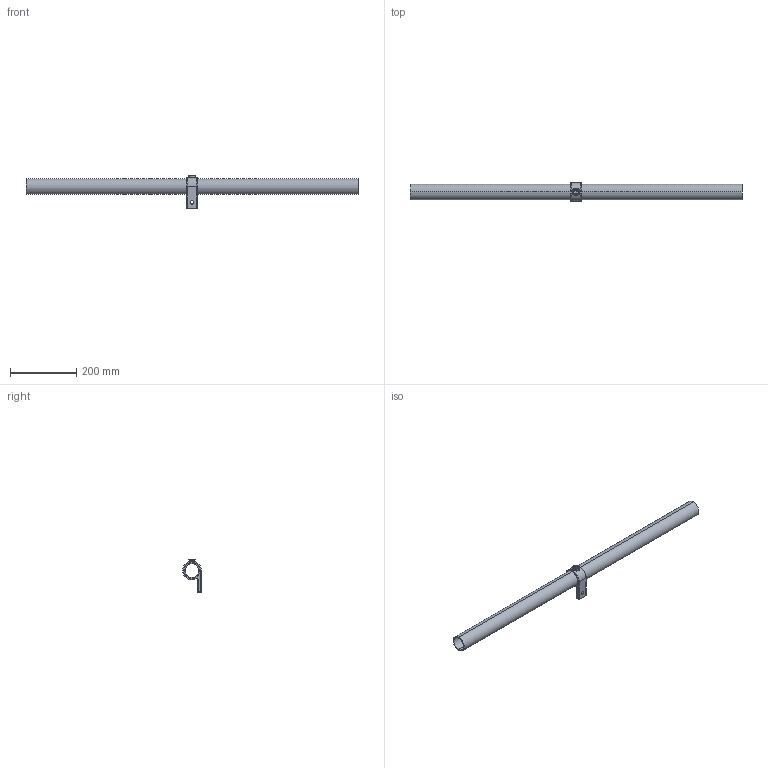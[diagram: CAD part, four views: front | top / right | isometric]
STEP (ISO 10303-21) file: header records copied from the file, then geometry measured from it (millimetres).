
FILE_DESCRIPTION (( 'STEP AP203' ), '1' );
FILE_NAME ('199-C42.step', '2015-09-17T16:29:44', ( '' ), ( '' ), 'SwSTEP 2.0', 'SolidWorks 2015', '' );
FILE_SCHEMA (( 'CONFIG_CONTROL_DESIGN' ));
Length unit declared in the file: millimetre
Products named in the file (4): 199-C42 Teil1_Detailliert; 199-C42 Teil2; 199-C42 Teil3; 199-C42
Assembly tree (3 placements, depth 2):
  199-C42
    199-C42 Teil1_Detailliert
    199-C42 Teil2
    199-C42 Teil3
Bounding box: 1000 x 56 x 99.5 mm (x, y, z)
Volume: 468985.5 mm3; surface area: 298005.2 mm2
Topology: 3 solids, 3 shells, 74 faces, 167 edges, 98 vertices
Faces by surface type: cylinder 38, torus 16, plane 16, bspline 2, sphere 2
Entity records: 3038 total; most frequent: CARTESIAN_POINT 980, DIRECTION 371, ORIENTED_EDGE 334, EDGE_CURVE 167, AXIS2_PLACEMENT_3D 152, VERTEX_POINT 98, EDGE_LOOP 83, ADVANCED_FACE 74
